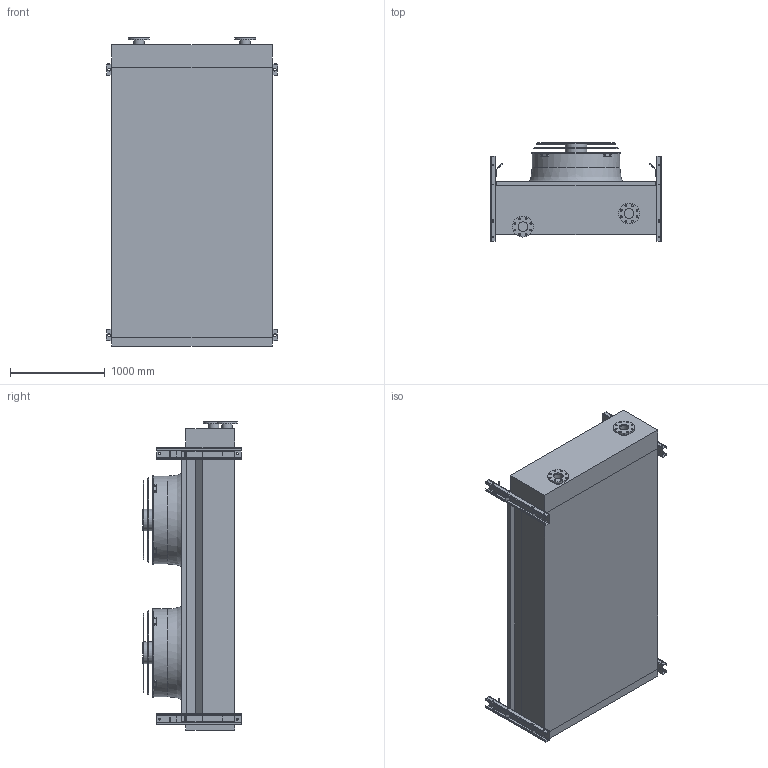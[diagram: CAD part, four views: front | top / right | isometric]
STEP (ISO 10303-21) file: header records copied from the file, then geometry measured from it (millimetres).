
FILE_DESCRIPTION (( 'STEP AP203' ), '1' );
FILE_NAME ('BOM_02L_V_SS.STEP', '2017-03-30T07:22:22', ( 'Alfa Laval' ), ( 'Alfa Laval' ), 'SwSTEP 2.0', 'SolidWorks 2016', '' );
FILE_SCHEMA (( 'CONFIG_CONTROL_DESIGN' ));
Length unit declared in the file: millimetre
Products named in the file (4): BO_HV_LIGHT_BOCF_42T_L_2M_SS; BOFE_HV_LIGHT_BOM2L; BOFA_LIGHT_�910 IEC; BOM_02L_V_SS
Assembly tree (4 placements, depth 2):
  BOM_02L_V_SS
    BO_HV_LIGHT_BOCF_42T_L_2M_SS
    BOFE_HV_LIGHT_BOM2L
    BOFA_LIGHT_�910 IEC  x2
Bounding box: 1806 x 1040 x 3250 mm (x, y, z)
Volume: 3359935618.8 mm3; surface area: 26945760 mm2
Topology: 45 solids, 47 shells, 698 faces, 1746 edges, 1160 vertices
Faces by surface type: plane 336, cylinder 242, torus 106, cone 12, bspline 2
Full cylindrical faces by diameter (mm): 14 x24, 18 x16, 20 x8, 28 x12, 103 x2, 108 x2, 220 x2, 228 x2, 236 x2, 262.56 x2, 276 x2, 308 x2, 328 x2, 406.8 x2, 426.8 x2, 505.6 x2, 525.6 x2, 604.4 x2, 624.4 x2, 703.2 x2, 723.2 x2, 802 x2, 926 x2
Entity records: 17926 total; most frequent: CARTESIAN_POINT 4837, DIRECTION 2701, ORIENTED_EDGE 2398, EDGE_CURVE 1199, AXIS2_PLACEMENT_3D 1034, VERTEX_POINT 843, EDGE_LOOP 782, VECTOR 633
